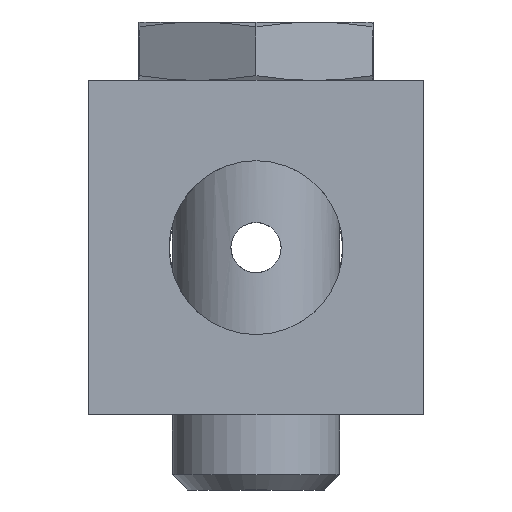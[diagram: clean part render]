
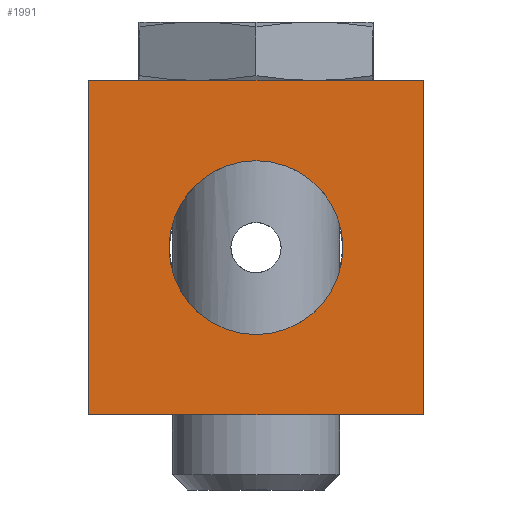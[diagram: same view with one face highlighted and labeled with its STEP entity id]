
A CAD part, left-side view. The second image highlights one B-rep face of the part: STEP entity #1991.
In plain terms, the highlighted planar face has unit normal (-1, 0, 0).
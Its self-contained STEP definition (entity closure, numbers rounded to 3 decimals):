
#184=PLANE('',#2179);
#230=VECTOR('',#5065,1.);
#234=VECTOR('',#5072,1.);
#240=VECTOR('',#5125,1.);
#243=VECTOR('',#5131,1.);
#291=LINE('',#4678,#230);
#295=LINE('',#4688,#234);
#301=LINE('',#4729,#240);
#304=LINE('',#4737,#243);
#486=CIRCLE('',#2099,5.2);
#724=EDGE_CURVE('',#1690,#1687,#486,.T.);
#725=EDGE_CURVE('',#1687,#1690,#486,.T.);
#764=EDGE_CURVE('',#1697,#1698,#291,.T.);
#769=EDGE_CURVE('',#1698,#1701,#295,.T.);
#789=EDGE_CURVE('',#1701,#1705,#301,.T.);
#793=EDGE_CURVE('',#1705,#1697,#304,.T.);
#1316=ORIENTED_EDGE('',*,*,#724,.T.);
#1317=ORIENTED_EDGE('',*,*,#725,.T.);
#1318=ORIENTED_EDGE('',*,*,#764,.F.);
#1319=ORIENTED_EDGE('',*,*,#793,.F.);
#1320=ORIENTED_EDGE('',*,*,#789,.F.);
#1321=ORIENTED_EDGE('',*,*,#769,.F.);
#1513=EDGE_LOOP('',(#1316,#1317));
#1514=EDGE_LOOP('',(#1318,#1319,#1320,#1321));
#1687=VERTEX_POINT('',#4544);
#1690=VERTEX_POINT('',#4553);
#1697=VERTEX_POINT('',#4679);
#1698=VERTEX_POINT('',#4680);
#1701=VERTEX_POINT('',#4689);
#1705=VERTEX_POINT('',#4730);
#1866=FACE_BOUND('',#1513,.T.);
#1867=FACE_BOUND('',#1514,.T.);
#1991=ADVANCED_FACE('',(#1866,#1867),#184,.F.);
#2099=AXIS2_PLACEMENT_3D('',#4552,#4968,#4969);
#2179=AXIS2_PLACEMENT_3D('',#4740,#5134,$);
#4544=CARTESIAN_POINT('',(0.,10.,-4.8));
#4552=CARTESIAN_POINT('',(0.,10.,-10.));
#4553=CARTESIAN_POINT('',(0.,10.,-15.2));
#4678=CARTESIAN_POINT('',(0.,20.,-20.));
#4679=CARTESIAN_POINT('',(0.,20.,-20.));
#4680=CARTESIAN_POINT('',(0.,20.,0.));
#4688=CARTESIAN_POINT('',(0.,20.,0.));
#4689=CARTESIAN_POINT('',(0.,0.,0.));
#4729=CARTESIAN_POINT('',(0.,0.,0.));
#4730=CARTESIAN_POINT('',(0.,0.,-20.));
#4737=CARTESIAN_POINT('',(0.,0.,-20.));
#4740=CARTESIAN_POINT('',(0.,0.,0.));
#4968=DIRECTION('',(1.,0.,0.));
#4969=DIRECTION('',(0.,0.,-5.2));
#5065=DIRECTION('',(0.,0.,1.));
#5072=DIRECTION('',(0.,-1.,0.));
#5125=DIRECTION('',(0.,0.,-1.));
#5131=DIRECTION('',(0.,1.,0.));
#5134=DIRECTION('',(1.,0.,0.));
